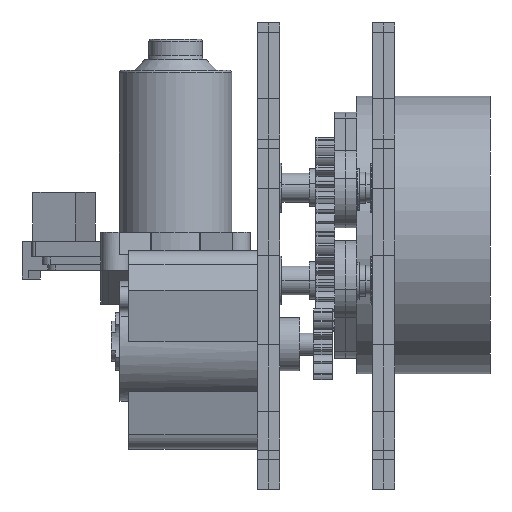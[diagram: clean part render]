
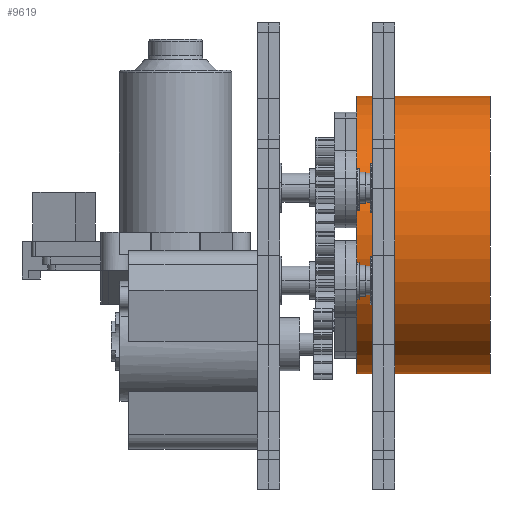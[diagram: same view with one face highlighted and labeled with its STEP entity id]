
A CAD part, front view. The second image highlights one B-rep face of the part: STEP entity #9619.
In plain terms, the highlighted cylindrical face has radius 62.5 mm (diameter 125 mm), a partial arc.
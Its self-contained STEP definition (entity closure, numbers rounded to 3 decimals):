
#2226 = CARTESIAN_POINT ( 'NONE',  ( -62.5, 0., 30. ) ) ;
#2543 = AXIS2_PLACEMENT_3D ( 'NONE', #14774, #14866, #6697 ) ;
#3222 = VERTEX_POINT ( 'NONE', #12557 ) ;
#3701 = DIRECTION ( 'NONE',  ( 0., 0., 1. ) ) ;
#4292 = ORIENTED_EDGE ( 'NONE', *, *, #11957, .T. ) ;
#5093 = EDGE_CURVE ( 'NONE', #17044, #21448, #19201, .T. ) ;
#5380 = CARTESIAN_POINT ( 'NONE',  ( -62.5, 0., 30. ) ) ;
#6697 = DIRECTION ( 'NONE',  ( 1., 0., 0. ) ) ;
#7652 = FACE_OUTER_BOUND ( 'NONE', #8336, .T. ) ;
#8101 = DIRECTION ( 'NONE',  ( 0., 0., -1. ) ) ;
#8336 = EDGE_LOOP ( 'NONE', ( #24955, #17990, #4292, #19594 ) ) ;
#8498 = AXIS2_PLACEMENT_3D ( 'NONE', #20037, #3701, #26072 ) ;
#9619 = ADVANCED_FACE ( 'NONE', ( #7652 ), #11217, .T. ) ;
#10045 = CARTESIAN_POINT ( 'NONE',  ( 62.5, 0., -30. ) ) ;
#10479 = EDGE_CURVE ( 'NONE', #21448, #23176, #24728, .T. ) ;
#11217 = CYLINDRICAL_SURFACE ( 'NONE', #22137, 62.5 ) ;
#11325 = CARTESIAN_POINT ( 'NONE',  ( 62.5, 0., 30. ) ) ;
#11957 = EDGE_CURVE ( 'NONE', #17044, #3222, #19850, .T. ) ;
#12269 = DIRECTION ( 'NONE',  ( -1., 0., 0. ) ) ;
#12557 = CARTESIAN_POINT ( 'NONE',  ( -62.5, 0., -30. ) ) ;
#12659 = DIRECTION ( 'NONE',  ( 0., 0., -1. ) ) ;
#14102 = VECTOR ( 'NONE', #19646, 1000. ) ;
#14774 = CARTESIAN_POINT ( 'NONE',  ( 0., 0., -30. ) ) ;
#14866 = DIRECTION ( 'NONE',  ( 0., 0., 1. ) ) ;
#17044 = VERTEX_POINT ( 'NONE', #5380 ) ;
#17990 = ORIENTED_EDGE ( 'NONE', *, *, #5093, .F. ) ;
#19201 = CIRCLE ( 'NONE', #8498, 62.5 ) ;
#19384 = CARTESIAN_POINT ( 'NONE',  ( 62.5, 0., 30. ) ) ;
#19594 = ORIENTED_EDGE ( 'NONE', *, *, #21291, .T. ) ;
#19646 = DIRECTION ( 'NONE',  ( 0., 0., -1. ) ) ;
#19850 = LINE ( 'NONE', #2226, #21464 ) ;
#20037 = CARTESIAN_POINT ( 'NONE',  ( 0., 0., 30. ) ) ;
#20663 = CARTESIAN_POINT ( 'NONE',  ( 0., 0., 30. ) ) ;
#21291 = EDGE_CURVE ( 'NONE', #3222, #23176, #22633, .T. ) ;
#21448 = VERTEX_POINT ( 'NONE', #19384 ) ;
#21464 = VECTOR ( 'NONE', #12659, 1000. ) ;
#22137 = AXIS2_PLACEMENT_3D ( 'NONE', #20663, #8101, #12269 ) ;
#22633 = CIRCLE ( 'NONE', #2543, 62.5 ) ;
#23176 = VERTEX_POINT ( 'NONE', #10045 ) ;
#24728 = LINE ( 'NONE', #11325, #14102 ) ;
#24955 = ORIENTED_EDGE ( 'NONE', *, *, #10479, .F. ) ;
#26072 = DIRECTION ( 'NONE',  ( 1., 0., 0. ) ) ;
